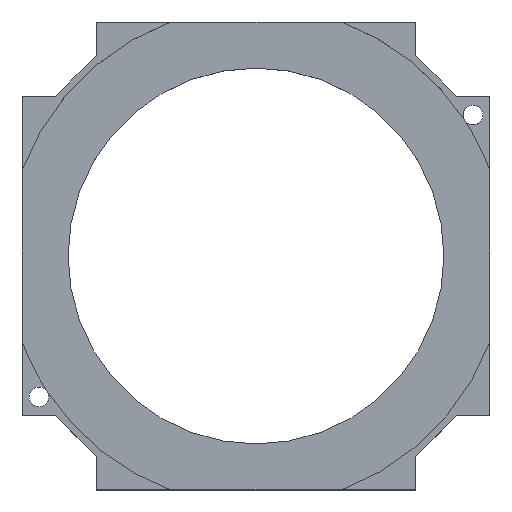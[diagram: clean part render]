
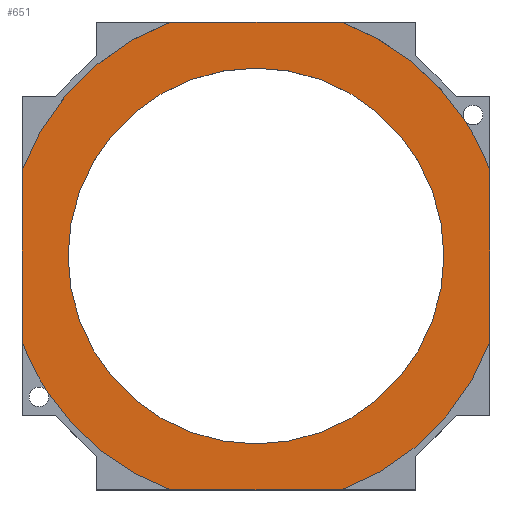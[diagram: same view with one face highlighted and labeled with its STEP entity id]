
A CAD part, top view. The second image highlights one B-rep face of the part: STEP entity #651.
In plain terms, the highlighted planar face has unit normal (0, 0, 1).
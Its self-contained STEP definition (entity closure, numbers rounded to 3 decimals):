
#18=FACE_BOUND('',#115,.T.);
#19=CIRCLE('',#685,1.05);
#23=CIRCLE('',#690,1.05);
#29=CIRCLE('',#698,26.5);
#32=CIRCLE('',#703,26.5);
#33=CIRCLE('',#705,26.5);
#34=CIRCLE('',#707,26.5);
#36=CIRCLE('',#711,26.5);
#37=CIRCLE('',#713,26.5);
#40=CIRCLE('',#718,20.);
#80=FACE_OUTER_BOUND('',#114,.T.);
#114=EDGE_LOOP('',(#586,#587,#588,#589,#590,#591,#592,#593,#594,#595,#596,
#597));
#115=EDGE_LOOP('',(#598));
#180=LINE('',#1079,#251);
#182=LINE('',#1082,#253);
#184=LINE('',#1085,#255);
#186=LINE('',#1088,#257);
#251=VECTOR('',#887,10.);
#253=VECTOR('',#891,10.);
#255=VECTOR('',#895,10.);
#257=VECTOR('',#899,10.);
#290=VERTEX_POINT('',#990);
#292=VERTEX_POINT('',#993);
#296=VERTEX_POINT('',#1004);
#298=VERTEX_POINT('',#1007);
#304=VERTEX_POINT('',#1025);
#307=VERTEX_POINT('',#1036);
#308=VERTEX_POINT('',#1040);
#309=VERTEX_POINT('',#1044);
#310=VERTEX_POINT('',#1045);
#313=VERTEX_POINT('',#1056);
#314=VERTEX_POINT('',#1060);
#315=VERTEX_POINT('',#1061);
#319=VERTEX_POINT('',#1074);
#361=EDGE_CURVE('',#292,#290,#19,.T.);
#368=EDGE_CURVE('',#298,#296,#23,.T.);
#378=EDGE_CURVE('',#304,#292,#29,.T.);
#384=EDGE_CURVE('',#307,#298,#32,.T.);
#387=EDGE_CURVE('',#296,#308,#33,.T.);
#388=EDGE_CURVE('',#309,#310,#34,.T.);
#395=EDGE_CURVE('',#290,#313,#36,.T.);
#396=EDGE_CURVE('',#314,#315,#37,.T.);
#404=EDGE_CURVE('',#319,#319,#40,.T.);
#406=EDGE_CURVE('',#310,#307,#180,.T.);
#408=EDGE_CURVE('',#313,#309,#182,.T.);
#410=EDGE_CURVE('',#315,#304,#184,.T.);
#412=EDGE_CURVE('',#308,#314,#186,.T.);
#586=ORIENTED_EDGE('',*,*,#361,.T.);
#587=ORIENTED_EDGE('',*,*,#395,.T.);
#588=ORIENTED_EDGE('',*,*,#408,.T.);
#589=ORIENTED_EDGE('',*,*,#388,.T.);
#590=ORIENTED_EDGE('',*,*,#406,.T.);
#591=ORIENTED_EDGE('',*,*,#384,.T.);
#592=ORIENTED_EDGE('',*,*,#368,.T.);
#593=ORIENTED_EDGE('',*,*,#387,.T.);
#594=ORIENTED_EDGE('',*,*,#412,.T.);
#595=ORIENTED_EDGE('',*,*,#396,.T.);
#596=ORIENTED_EDGE('',*,*,#410,.T.);
#597=ORIENTED_EDGE('',*,*,#378,.T.);
#598=ORIENTED_EDGE('',*,*,#404,.T.);
#620=PLANE('',#724);
#651=ADVANCED_FACE('',(#80,#18),#620,.T.);
#685=AXIS2_PLACEMENT_3D('',#994,#794,#795);
#690=AXIS2_PLACEMENT_3D('',#1008,#807,#808);
#698=AXIS2_PLACEMENT_3D('',#1026,#827,#828);
#703=AXIS2_PLACEMENT_3D('',#1037,#840,#841);
#705=AXIS2_PLACEMENT_3D('',#1042,#846,#847);
#707=AXIS2_PLACEMENT_3D('',#1046,#850,#851);
#711=AXIS2_PLACEMENT_3D('',#1058,#863,#864);
#713=AXIS2_PLACEMENT_3D('',#1062,#867,#868);
#718=AXIS2_PLACEMENT_3D('',#1076,#882,#883);
#724=AXIS2_PLACEMENT_3D('',#1090,#902,#903);
#794=DIRECTION('center_axis',(0.,0.,-1.));
#795=DIRECTION('ref_axis',(-1.,0.,0.));
#807=DIRECTION('center_axis',(0.,0.,-1.));
#808=DIRECTION('ref_axis',(-1.,0.,0.));
#827=DIRECTION('center_axis',(0.,0.,1.));
#828=DIRECTION('ref_axis',(0.94,0.342,0.));
#840=DIRECTION('center_axis',(0.,0.,1.));
#841=DIRECTION('ref_axis',(-0.94,-0.342,0.));
#846=DIRECTION('center_axis',(0.,0.,1.));
#847=DIRECTION('ref_axis',(-0.94,-0.342,0.));
#850=DIRECTION('center_axis',(0.,0.,1.));
#851=DIRECTION('ref_axis',(-0.342,0.94,0.));
#863=DIRECTION('center_axis',(0.,0.,1.));
#864=DIRECTION('ref_axis',(0.94,0.342,0.));
#867=DIRECTION('center_axis',(0.,0.,1.));
#868=DIRECTION('ref_axis',(0.342,-0.94,0.));
#882=DIRECTION('center_axis',(0.,0.,-1.));
#883=DIRECTION('ref_axis',(1.,0.,0.));
#887=DIRECTION('',(0.,1.,0.));
#891=DIRECTION('',(1.,0.,0.));
#895=DIRECTION('',(0.,-1.,0.));
#899=DIRECTION('',(-1.,0.,0.));
#902=DIRECTION('center_axis',(0.,0.,1.));
#903=DIRECTION('ref_axis',(1.,0.,0.));
#990=CARTESIAN_POINT('',(-22.163,-14.528,2.5));
#993=CARTESIAN_POINT('',(-22.288,-14.335,2.5));
#994=CARTESIAN_POINT('Origin',(-23.101,-15.,2.5));
#1004=CARTESIAN_POINT('',(22.163,14.528,2.5));
#1007=CARTESIAN_POINT('',(22.288,14.335,2.5));
#1008=CARTESIAN_POINT('Origin',(23.101,15.,2.5));
#1025=CARTESIAN_POINT('',(-24.901,-9.067,2.5));
#1026=CARTESIAN_POINT('Origin',(0.,0.,2.5));
#1036=CARTESIAN_POINT('',(24.901,9.067,2.5));
#1037=CARTESIAN_POINT('Origin',(0.,0.,2.5));
#1040=CARTESIAN_POINT('',(9.067,24.901,2.5));
#1042=CARTESIAN_POINT('Origin',(0.,0.,2.5));
#1044=CARTESIAN_POINT('',(9.067,-24.901,2.5));
#1045=CARTESIAN_POINT('',(24.901,-9.067,2.5));
#1046=CARTESIAN_POINT('Origin',(0.,0.,2.5));
#1056=CARTESIAN_POINT('',(-9.067,-24.901,2.5));
#1058=CARTESIAN_POINT('Origin',(0.,0.,2.5));
#1060=CARTESIAN_POINT('',(-9.067,24.901,2.5));
#1061=CARTESIAN_POINT('',(-24.901,9.067,2.5));
#1062=CARTESIAN_POINT('Origin',(0.,0.,2.5));
#1074=CARTESIAN_POINT('',(-20.,0.,2.5));
#1076=CARTESIAN_POINT('Origin',(0.,0.,2.5));
#1079=CARTESIAN_POINT('',(24.901,0.,2.5));
#1082=CARTESIAN_POINT('',(0.,-24.901,2.5));
#1085=CARTESIAN_POINT('',(-24.901,0.,2.5));
#1088=CARTESIAN_POINT('',(0.,24.901,2.5));
#1090=CARTESIAN_POINT('Origin',(0.,0.,2.5));
